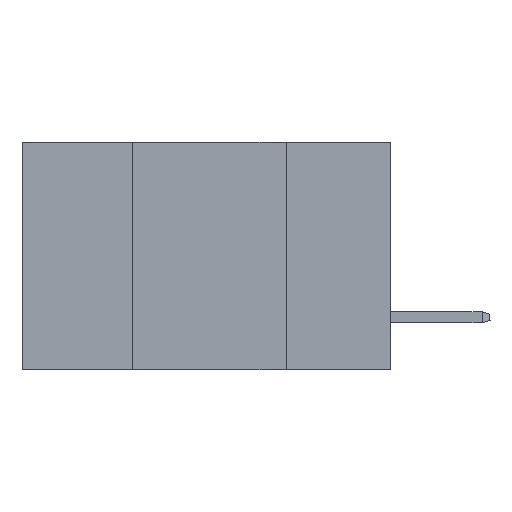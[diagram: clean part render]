
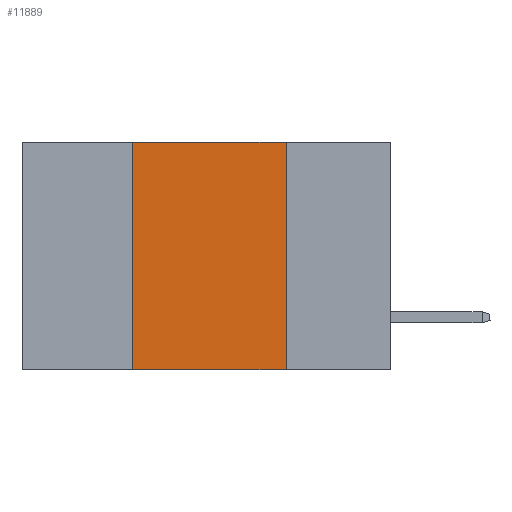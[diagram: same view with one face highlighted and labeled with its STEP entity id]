
A CAD part, left-side view. The second image highlights one B-rep face of the part: STEP entity #11889.
In plain terms, the highlighted planar face has unit normal (-1, 0, 0).
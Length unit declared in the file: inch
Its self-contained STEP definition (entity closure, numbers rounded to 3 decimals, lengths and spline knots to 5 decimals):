
#1144 = VECTOR ( 'NONE', #32425, 39.37008 ) ;
#1684 = DIRECTION ( 'NONE',  ( 1., 0., 0. ) ) ;
#2226 = DIRECTION ( 'NONE',  ( 0., -1., 0. ) ) ;
#4388 = EDGE_CURVE ( 'NONE', #12434, #27145, #46159, .T. ) ;
#4564 = CARTESIAN_POINT ( 'NONE',  ( 0., 0.42, -0.37 ) ) ;
#5843 = CARTESIAN_POINT ( 'NONE',  ( 0., 0.17, 0. ) ) ;
#6747 = VECTOR ( 'NONE', #15608, 39.37008 ) ;
#8527 = AXIS2_PLACEMENT_3D ( 'NONE', #27748, #1684, #17076 ) ;
#9417 = ORIENTED_EDGE ( 'NONE', *, *, #48396, .F. ) ;
#11889 = ADVANCED_FACE ( 'NONE', ( #20425 ), #12672, .F. ) ;
#12434 = VERTEX_POINT ( 'NONE', #31129 ) ;
#12672 = PLANE ( 'NONE',  #8527 ) ;
#13609 = EDGE_CURVE ( 'NONE', #47168, #27145, #18699, .T. ) ;
#15608 = DIRECTION ( 'NONE',  ( 0., 0., 1. ) ) ;
#16696 = LINE ( 'NONE', #33808, #6747 ) ;
#17076 = DIRECTION ( 'NONE',  ( 0., 0., -1. ) ) ;
#17170 = CARTESIAN_POINT ( 'NONE',  ( 0., 0.6, -0.37 ) ) ;
#18699 = LINE ( 'NONE', #17170, #1144 ) ;
#20027 = VERTEX_POINT ( 'NONE', #46720 ) ;
#20425 = FACE_OUTER_BOUND ( 'NONE', #30718, .T. ) ;
#20969 = CARTESIAN_POINT ( 'NONE',  ( 0., 0.17, -0.37 ) ) ;
#26792 = EDGE_CURVE ( 'NONE', #47168, #20027, #16696, .T. ) ;
#27145 = VERTEX_POINT ( 'NONE', #20969 ) ;
#27748 = CARTESIAN_POINT ( 'NONE',  ( 0., 0.6, 0. ) ) ;
#28107 = ORIENTED_EDGE ( 'NONE', *, *, #26792, .F. ) ;
#28461 = DIRECTION ( 'NONE',  ( 0., 0., -1. ) ) ;
#28633 = ORIENTED_EDGE ( 'NONE', *, *, #4388, .F. ) ;
#29227 = VECTOR ( 'NONE', #28461, 39.37008 ) ;
#30718 = EDGE_LOOP ( 'NONE', ( #28633, #9417, #28107, #38976 ) ) ;
#31129 = CARTESIAN_POINT ( 'NONE',  ( 0., 0.17, 0. ) ) ;
#32425 = DIRECTION ( 'NONE',  ( 0., -1., 0. ) ) ;
#33808 = CARTESIAN_POINT ( 'NONE',  ( 0., 0.42, 0. ) ) ;
#35968 = CARTESIAN_POINT ( 'NONE',  ( 0., 0.6, 0. ) ) ;
#37305 = LINE ( 'NONE', #35968, #40176 ) ;
#38976 = ORIENTED_EDGE ( 'NONE', *, *, #13609, .T. ) ;
#40176 = VECTOR ( 'NONE', #2226, 39.37008 ) ;
#46159 = LINE ( 'NONE', #5843, #29227 ) ;
#46720 = CARTESIAN_POINT ( 'NONE',  ( 0., 0.42, 0. ) ) ;
#47168 = VERTEX_POINT ( 'NONE', #4564 ) ;
#48396 = EDGE_CURVE ( 'NONE', #20027, #12434, #37305, .T. ) ;
